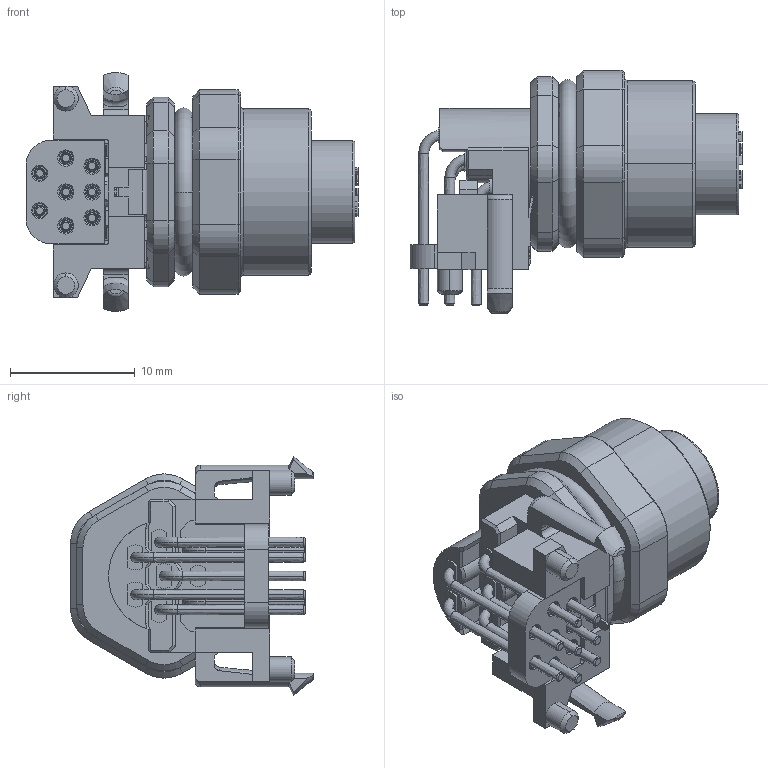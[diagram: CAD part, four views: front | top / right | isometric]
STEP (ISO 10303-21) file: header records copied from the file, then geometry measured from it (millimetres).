
FILE_DESCRIPTION((''),'2;1');
FILE_NAME('MSAS-08PFFR-SF7003','2023-02-01T',('L120005'),(''),'PRO/ENGINEER BY PARAMETRIC TECHNOLOGY CORPORATION, 2017170','PRO/ENGINEER BY PARAMETRIC TECHNOLOGY CORPORATION, 2017170','');
FILE_SCHEMA(('CONFIG_CONTROL_DESIGN'));
Products named in the file (1): MSAS-08PFFR-SF7003
Bounding box: 26.65 x 19.5 x 19.2 mm (x, y, z)
Volume: 2888.1 mm3; surface area: 3909.5 mm2
Topology: 1 solids, 1 shells, 1110 faces, 3047 edges, 1955 vertices
Faces by surface type: plane 635, cylinder 212, cone 145, bspline 99, torus 19
Entity records: 48828 total; most frequent: CARTESIAN_POINT 18709, ORIENTED_EDGE 6094, DIRECTION 5314, EDGE_CURVE 3047, VECTOR 1998, LINE 1998, VERTEX_POINT 1955, AXIS2_PLACEMENT_3D 1658
